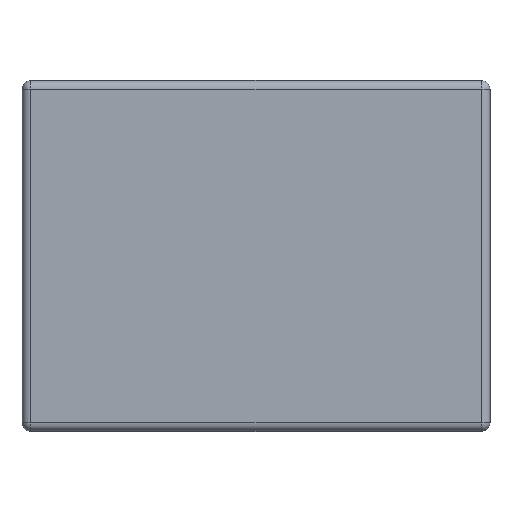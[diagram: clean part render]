
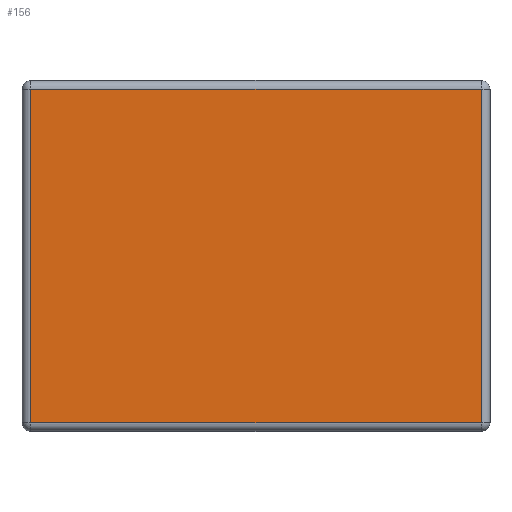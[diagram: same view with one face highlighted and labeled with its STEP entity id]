
A CAD part, top view. The second image highlights one B-rep face of the part: STEP entity #156.
In plain terms, the highlighted planar face has unit normal (0, 0, 1).
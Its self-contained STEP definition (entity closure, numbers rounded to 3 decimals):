
#156 = ADVANCED_FACE( '', ( #371 ), #372, .T. );
#371 = FACE_OUTER_BOUND( '', #644, .T. );
#372 = PLANE( '', #645 );
#644 = EDGE_LOOP( '', ( #1041, #1042, #1043, #1044 ) );
#645 = AXIS2_PLACEMENT_3D( '', #1045, #1046, #1047 );
#1041 = ORIENTED_EDGE( '', *, *, #1660, .T. );
#1042 = ORIENTED_EDGE( '', *, *, #1677, .T. );
#1043 = ORIENTED_EDGE( '', *, *, #1678, .T. );
#1044 = ORIENTED_EDGE( '', *, *, #1644, .T. );
#1045 = CARTESIAN_POINT( '', ( 0., 0., 23.5 ) );
#1046 = DIRECTION( '', ( 0., 0., 1. ) );
#1047 = DIRECTION( '', ( 1., 0., 0. ) );
#1644 = EDGE_CURVE( '', #1986, #1988, #1990, .T. );
#1660 = EDGE_CURVE( '', #1988, #2012, #2014, .T. );
#1677 = EDGE_CURVE( '', #2012, #2001, #2039, .T. );
#1678 = EDGE_CURVE( '', #2001, #1986, #2040, .T. );
#1986 = VERTEX_POINT( '', #2456 );
#1988 = VERTEX_POINT( '', #2458 );
#1990 = LINE( '', #2460, #2461 );
#2001 = VERTEX_POINT( '', #2473 );
#2012 = VERTEX_POINT( '', #2487 );
#2014 = LINE( '', #2489, #2490 );
#2039 = LINE( '', #2526, #2527 );
#2040 = LINE( '', #2528, #2529 );
#2456 = CARTESIAN_POINT( '', ( -38.5, -28.5, 23.5 ) );
#2458 = CARTESIAN_POINT( '', ( 38.5, -28.5, 23.5 ) );
#2460 = CARTESIAN_POINT( '', ( 40., -28.5, 23.5 ) );
#2461 = VECTOR( '', #2876, 1000. );
#2473 = CARTESIAN_POINT( '', ( -38.5, 28.5, 23.5 ) );
#2487 = CARTESIAN_POINT( '', ( 38.5, 28.5, 23.5 ) );
#2489 = CARTESIAN_POINT( '', ( 38.5, 30., 23.5 ) );
#2490 = VECTOR( '', #2902, 1000. );
#2526 = CARTESIAN_POINT( '', ( -40., 28.5, 23.5 ) );
#2527 = VECTOR( '', #2914, 1000. );
#2528 = CARTESIAN_POINT( '', ( -38.5, -30., 23.5 ) );
#2529 = VECTOR( '', #2915, 1000. );
#2876 = DIRECTION( '', ( 1., 0., 0. ) );
#2902 = DIRECTION( '', ( 0., 1., 0. ) );
#2914 = DIRECTION( '', ( -1., 0., 0. ) );
#2915 = DIRECTION( '', ( 0., -1., 0. ) );
